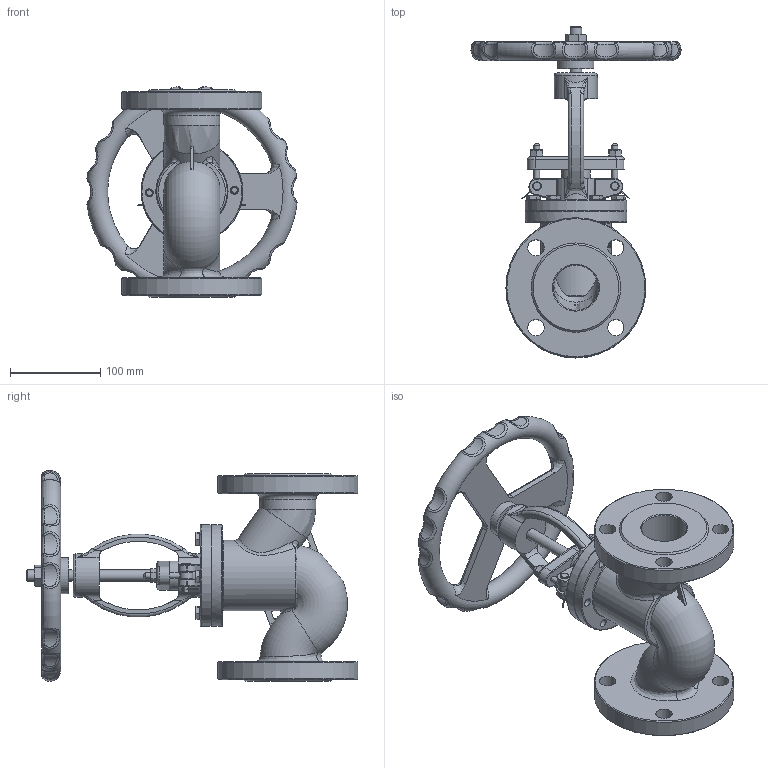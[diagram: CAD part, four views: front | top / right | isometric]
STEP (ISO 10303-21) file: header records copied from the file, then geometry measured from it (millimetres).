
FILE_DESCRIPTION(/* description */ (''),/* implementation_level */ '2;1');
FILE_NAME(/* name */ 'DN50_3D_STEP.stp',/* time_stamp */ '2025-04-20T12:13:14+03:00',/* author */ ('igorr'),/* organization */ (''),/* preprocessor_version */ 'ST-DEVELOPER v20',/* originating_system */ 'Autodesk Inventor 2025',/* authorisation */ '');
FILE_SCHEMA (('AUTOMOTIVE_DESIGN { 1 0 10303 214 3 1 1 }'));
Length unit declared in the file: millimetre
Products named in the file (6): Сборка1; Деталь1; Деталь2; ANSI B18.2.4.2M - M8x1,25; ANSI B18.2.4.2M - M14x2; AS 1110 - M8 x 12
Assembly tree (11 placements, depth 2):
  Сборка1
    Деталь1
    Деталь2
    ANSI B18.2.4.2M - M8x1,25  x2
    ANSI B18.2.4.2M - M14x2
    AS 1110 - M8 x 12  x6
Bounding box: 232.62 x 367.5 x 233.57 mm (x, y, z)
Volume: 2078016.3 mm3; surface area: 352989.2 mm2
Topology: 11 solids, 11 shells, 733 faces, 1713 edges, 1022 vertices
Faces by surface type: plane 242, cylinder 164, bspline 119, cone 95, torus 83, sphere 30
Full cylindrical faces by diameter (mm): 1.12 x2, 1.6 x2, 4.8 x4, 6.4 x6, 6.647 x2, 8 x6, 8.751 x12, 9.6 x2, 11.835 x1, 12.8 x3, 13 x6, 15 x1, 18 x8, 25.6 x1, 32 x1, 40 x2, 48 x1, 50 x3, 62 x2, 78.072 x1, 112.753 x2, 155 x2
Entity records: 28585 total; most frequent: CARTESIAN_POINT 14769, ORIENTED_EDGE 2776, DIRECTION 2645, EDGE_CURVE 1388, AXIS2_PLACEMENT_3D 1141, VERTEX_POINT 843, EDGE_LOOP 691, CIRCLE 633
